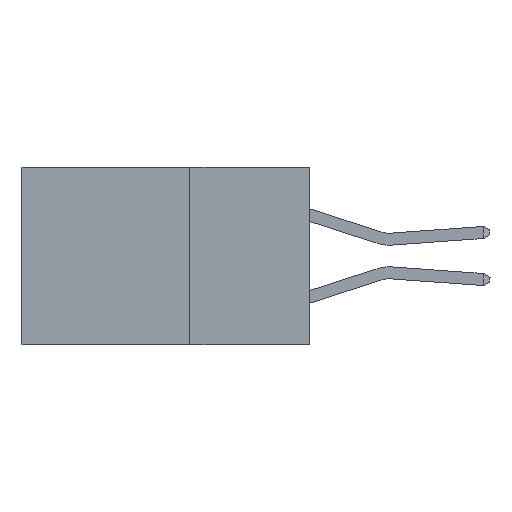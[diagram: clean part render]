
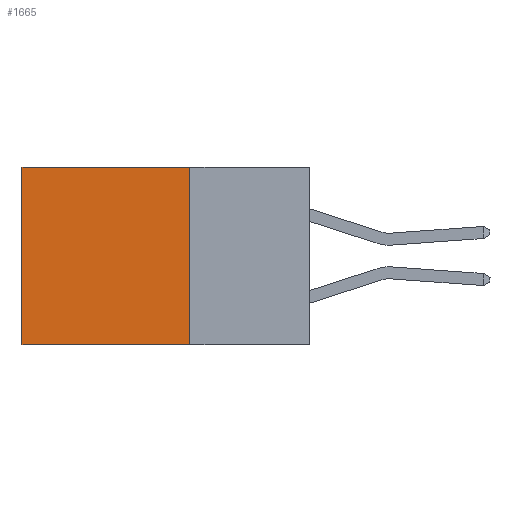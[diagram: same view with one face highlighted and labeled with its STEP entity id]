
A CAD part, left-side view. The second image highlights one B-rep face of the part: STEP entity #1665.
In plain terms, the highlighted planar face has unit normal (-1, 0, 0).
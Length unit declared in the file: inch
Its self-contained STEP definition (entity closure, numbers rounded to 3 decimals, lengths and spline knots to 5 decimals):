
#138 = VERTEX_POINT ( 'NONE', #8814 ) ;
#146 = DIRECTION ( 'NONE',  ( 0., 0., -1. ) ) ;
#444 = CARTESIAN_POINT ( 'NONE',  ( 0.298, 0.25, 0. ) ) ;
#540 = LINE ( 'NONE', #760, #10101 ) ;
#760 = CARTESIAN_POINT ( 'NONE',  ( 0.298, 0.25, -0.37 ) ) ;
#930 = LINE ( 'NONE', #9385, #10212 ) ;
#1340 = LINE ( 'NONE', #10875, #6858 ) ;
#1480 = ORIENTED_EDGE ( 'NONE', *, *, #5839, .F. ) ;
#1622 = VERTEX_POINT ( 'NONE', #4429 ) ;
#1665 = ADVANCED_FACE ( 'NONE', ( #7521 ), #11884, .F. ) ;
#2100 = VERTEX_POINT ( 'NONE', #9787 ) ;
#2610 = CARTESIAN_POINT ( 'NONE',  ( 0.298, 0.25, -0.37 ) ) ;
#4048 = ORIENTED_EDGE ( 'NONE', *, *, #8325, .T. ) ;
#4429 = CARTESIAN_POINT ( 'NONE',  ( 0.298, 0.6, -0.37 ) ) ;
#4732 = VECTOR ( 'NONE', #7063, 39.37008 ) ;
#5358 = AXIS2_PLACEMENT_3D ( 'NONE', #7260, #9094, #9133 ) ;
#5839 = EDGE_CURVE ( 'NONE', #7621, #1622, #540, .T. ) ;
#6743 = ORIENTED_EDGE ( 'NONE', *, *, #8434, .T. ) ;
#6858 = VECTOR ( 'NONE', #9909, 39.37008 ) ;
#7063 = DIRECTION ( 'NONE',  ( 0., 1., 0. ) ) ;
#7260 = CARTESIAN_POINT ( 'NONE',  ( 0.298, 0.25, 0. ) ) ;
#7521 = FACE_OUTER_BOUND ( 'NONE', #11930, .T. ) ;
#7621 = VERTEX_POINT ( 'NONE', #2610 ) ;
#8325 = EDGE_CURVE ( 'NONE', #2100, #138, #10367, .T. ) ;
#8434 = EDGE_CURVE ( 'NONE', #138, #1622, #1340, .T. ) ;
#8732 = EDGE_CURVE ( 'NONE', #2100, #7621, #930, .T. ) ;
#8814 = CARTESIAN_POINT ( 'NONE',  ( 0.298, 0.6, 0. ) ) ;
#9094 = DIRECTION ( 'NONE',  ( 1., 0., 0. ) ) ;
#9133 = DIRECTION ( 'NONE',  ( 0., 0., -1. ) ) ;
#9213 = ORIENTED_EDGE ( 'NONE', *, *, #8732, .F. ) ;
#9385 = CARTESIAN_POINT ( 'NONE',  ( 0.298, 0.25, 0. ) ) ;
#9787 = CARTESIAN_POINT ( 'NONE',  ( 0.298, 0.25, 0. ) ) ;
#9909 = DIRECTION ( 'NONE',  ( 0., 0., -1. ) ) ;
#10037 = DIRECTION ( 'NONE',  ( 0., 1., 0. ) ) ;
#10101 = VECTOR ( 'NONE', #10037, 39.37008 ) ;
#10212 = VECTOR ( 'NONE', #146, 39.37008 ) ;
#10367 = LINE ( 'NONE', #444, #4732 ) ;
#10875 = CARTESIAN_POINT ( 'NONE',  ( 0.298, 0.6, 0. ) ) ;
#11884 = PLANE ( 'NONE',  #5358 ) ;
#11930 = EDGE_LOOP ( 'NONE', ( #6743, #1480, #9213, #4048 ) ) ;
